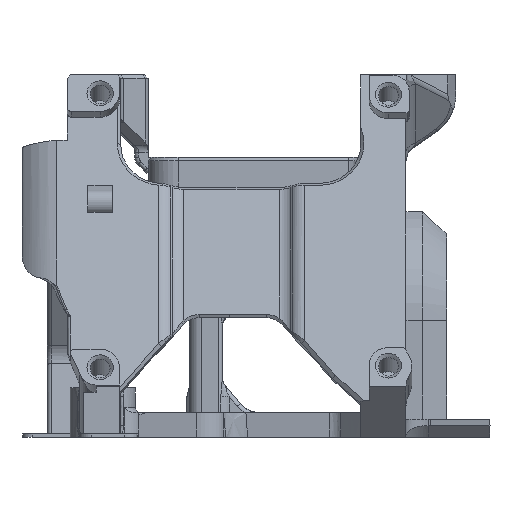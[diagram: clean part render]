
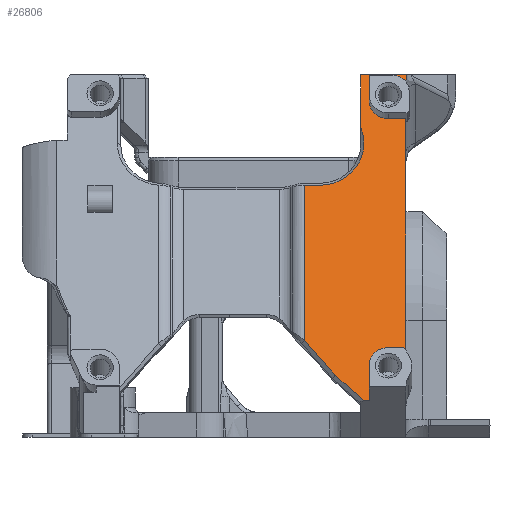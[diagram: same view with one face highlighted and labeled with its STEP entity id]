
A CAD part, left-side view. The second image highlights one B-rep face of the part: STEP entity #26806.
In plain terms, the highlighted planar face has unit normal (-0.94, 0, 0.342).
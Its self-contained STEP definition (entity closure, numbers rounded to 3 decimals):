
#1501=CIRCLE('',#28638,0.5);
#1504=CIRCLE('',#28643,2.35);
#1505=CIRCLE('',#28645,2.);
#1506=CIRCLE('',#28649,2.35);
#1518=CIRCLE('',#28685,2.536);
#1692=CIRCLE('',#29105,5.4);
#3167=B_SPLINE_CURVE_WITH_KNOTS('',3,(#51800,#51801,#51802,#51803),
 .UNSPECIFIED.,.F.,.F.,(4,4),(0.,0.001),
 .UNSPECIFIED.);
#8572=ORIENTED_EDGE('',*,*,#14534,.F.);
#8573=ORIENTED_EDGE('',*,*,#14535,.T.);
#8574=ORIENTED_EDGE('',*,*,#14536,.F.);
#8575=ORIENTED_EDGE('',*,*,#13836,.T.);
#8576=ORIENTED_EDGE('',*,*,#13826,.T.);
#8577=ORIENTED_EDGE('',*,*,#13821,.F.);
#8578=ORIENTED_EDGE('',*,*,#13817,.T.);
#8579=ORIENTED_EDGE('',*,*,#13876,.F.);
#8580=ORIENTED_EDGE('',*,*,#12417,.F.);
#8581=ORIENTED_EDGE('',*,*,#13835,.F.);
#8582=ORIENTED_EDGE('',*,*,#13833,.T.);
#8583=ORIENTED_EDGE('',*,*,#13831,.T.);
#8584=ORIENTED_EDGE('',*,*,#13830,.T.);
#8585=ORIENTED_EDGE('',*,*,#13827,.T.);
#8586=ORIENTED_EDGE('',*,*,#12412,.T.);
#8587=ORIENTED_EDGE('',*,*,#14537,.T.);
#8588=ORIENTED_EDGE('',*,*,#14515,.F.);
#8589=ORIENTED_EDGE('',*,*,#14538,.T.);
#8590=ORIENTED_EDGE('',*,*,#14520,.T.);
#8591=ORIENTED_EDGE('',*,*,#14539,.F.);
#8592=ORIENTED_EDGE('',*,*,#14355,.F.);
#12412=EDGE_CURVE('',#16283,#16282,#18757,.T.);
#12417=EDGE_CURVE('',#16287,#16288,#18761,.T.);
#13817=EDGE_CURVE('',#17244,#17245,#1501,.T.);
#13821=EDGE_CURVE('',#17244,#17248,#19218,.T.);
#13826=EDGE_CURVE('',#17250,#17248,#1504,.T.);
#13827=EDGE_CURVE('',#17252,#16283,#1505,.T.);
#13830=EDGE_CURVE('',#17253,#17252,#19224,.T.);
#13831=EDGE_CURVE('',#17254,#17253,#19225,.T.);
#13833=EDGE_CURVE('',#17255,#17254,#1506,.T.);
#13835=EDGE_CURVE('',#17255,#16287,#19228,.T.);
#13836=EDGE_CURVE('',#17256,#17250,#19229,.T.);
#13876=EDGE_CURVE('',#16288,#17245,#1518,.T.);
#14355=EDGE_CURVE('',#17243,#17554,#19426,.T.);
#14515=EDGE_CURVE('',#17651,#17652,#19513,.T.);
#14520=EDGE_CURVE('',#17657,#17656,#1692,.T.);
#14534=EDGE_CURVE('',#17667,#17243,#19527,.T.);
#14535=EDGE_CURVE('',#17667,#17668,#19528,.T.);
#14536=EDGE_CURVE('',#17256,#17668,#19529,.T.);
#14537=EDGE_CURVE('',#16282,#17652,#3167,.T.);
#14538=EDGE_CURVE('',#17651,#17657,#19530,.T.);
#14539=EDGE_CURVE('',#17554,#17656,#19531,.T.);
#16282=VERTEX_POINT('',#38926);
#16283=VERTEX_POINT('',#38928);
#16287=VERTEX_POINT('',#38941);
#16288=VERTEX_POINT('',#38943);
#17243=VERTEX_POINT('',#48410);
#17244=VERTEX_POINT('',#48428);
#17245=VERTEX_POINT('',#48429);
#17248=VERTEX_POINT('',#48437);
#17250=VERTEX_POINT('',#48443);
#17252=VERTEX_POINT('',#48449);
#17253=VERTEX_POINT('',#48453);
#17254=VERTEX_POINT('',#48457);
#17255=VERTEX_POINT('',#48461);
#17256=VERTEX_POINT('',#48467);
#17554=VERTEX_POINT('',#51111);
#17651=VERTEX_POINT('',#51749);
#17652=VERTEX_POINT('',#51751);
#17656=VERTEX_POINT('',#51763);
#17657=VERTEX_POINT('',#51765);
#17667=VERTEX_POINT('',#51794);
#17668=VERTEX_POINT('',#51798);
#18757=LINE('',#38927,#20449);
#18761=LINE('',#38942,#20453);
#19218=LINE('',#48436,#20910);
#19224=LINE('',#48454,#20916);
#19225=LINE('',#48456,#20917);
#19228=LINE('',#48464,#20920);
#19229=LINE('',#48466,#20921);
#19426=LINE('',#51110,#21118);
#19513=LINE('',#51750,#21205);
#19527=LINE('',#51795,#21219);
#19528=LINE('',#51797,#21220);
#19529=LINE('',#51799,#21221);
#19530=LINE('',#51804,#21222);
#19531=LINE('',#51805,#21223);
#20449=VECTOR('',#31085,1000.);
#20453=VECTOR('',#31089,1000.);
#20910=VECTOR('',#33194,1000.);
#20916=VECTOR('',#33212,1000.);
#20917=VECTOR('',#33215,1000.);
#20920=VECTOR('',#33224,1000.);
#20921=VECTOR('',#33227,1000.);
#21118=VECTOR('',#34136,1000.);
#21205=VECTOR('',#34413,1000.);
#21219=VECTOR('',#34441,1000.);
#21220=VECTOR('',#34444,1000.);
#21221=VECTOR('',#34445,1000.);
#21222=VECTOR('',#34446,1000.);
#21223=VECTOR('',#34447,1000.);
#22958=EDGE_LOOP('',(#8572,#8573,#8574,#8575,#8576,#8577,#8578,#8579,#8580,
#8581,#8582,#8583,#8584,#8585,#8586,#8587,#8588,#8589,#8590,#8591,#8592));
#24665=FACE_BOUND('',#22958,.T.);
#25560=PLANE('',#29110);
#26806=ADVANCED_FACE('',(#24665),#25560,.T.);
#28638=AXIS2_PLACEMENT_3D('',#48427,#33186,#33187);
#28643=AXIS2_PLACEMENT_3D('',#48446,#33202,#33203);
#28645=AXIS2_PLACEMENT_3D('',#48448,#33206,#33207);
#28649=AXIS2_PLACEMENT_3D('',#48460,#33219,#33220);
#28685=AXIS2_PLACEMENT_3D('',#48547,#33317,#33318);
#29105=AXIS2_PLACEMENT_3D('',#51764,#34420,#34421);
#29110=AXIS2_PLACEMENT_3D('',#51796,#34442,#34443);
#31085=DIRECTION('',(0.342,0.,0.94));
#31089=DIRECTION('',(-0.342,0.,-0.94));
#33186=DIRECTION('',(0.94,0.,-0.342));
#33187=DIRECTION('',(0.342,0.,0.94));
#33194=DIRECTION('',(0.,1.,0.));
#33202=DIRECTION('',(0.94,0.,-0.342));
#33203=DIRECTION('',(0.342,0.,0.94));
#33206=DIRECTION('',(0.94,0.,-0.342));
#33207=DIRECTION('',(0.342,0.,0.94));
#33212=DIRECTION('',(0.,-1.,0.));
#33215=DIRECTION('',(0.342,0.,0.94));
#33219=DIRECTION('',(0.94,0.,-0.342));
#33220=DIRECTION('',(0.342,0.,0.94));
#33224=DIRECTION('',(0.,-1.,0.));
#33227=DIRECTION('',(0.342,0.,0.94));
#33317=DIRECTION('',(0.94,0.,-0.342));
#33318=DIRECTION('',(0.342,0.,0.94));
#34136=DIRECTION('',(0.342,0.,0.94));
#34413=DIRECTION('',(0.,-1.,0.));
#34420=DIRECTION('',(0.94,0.,-0.342));
#34421=DIRECTION('',(0.342,0.,0.94));
#34441=DIRECTION('',(0.262,0.643,0.72));
#34442=DIRECTION('',(-0.94,0.,0.342));
#34443=DIRECTION('',(-0.342,0.,-0.94));
#34444=DIRECTION('',(-0.236,-0.725,-0.648));
#34445=DIRECTION('',(0.,1.,0.));
#34446=DIRECTION('',(-0.342,0.,-0.94));
#34447=DIRECTION('',(0.,-1.,0.));
#38926=CARTESIAN_POINT('',(-130.221,6.5,43.264));
#38927=CARTESIAN_POINT('',(-143.233,6.5,7.513));
#38928=CARTESIAN_POINT('',(-130.522,6.5,42.438));
#38941=CARTESIAN_POINT('',(-131.895,6.5,38.664));
#38942=CARTESIAN_POINT('',(-136.618,6.5,25.688));
#38943=CARTESIAN_POINT('',(-142.392,6.5,9.826));
#48410=CARTESIAN_POINT('',(-141.708,18.828,11.704));
#48427=CARTESIAN_POINT('',(-142.43,7.,9.722));
#48428=CARTESIAN_POINT('',(-142.259,7.,10.192));
#48429=CARTESIAN_POINT('',(-142.361,6.543,9.912));
#48436=CARTESIAN_POINT('',(-142.259,6.125,10.192));
#48437=CARTESIAN_POINT('',(-142.259,8.625,10.192));
#48443=CARTESIAN_POINT('',(-143.062,10.975,7.983));
#48446=CARTESIAN_POINT('',(-143.062,8.625,7.983));
#48448=CARTESIAN_POINT('',(-130.921,8.125,41.342));
#48449=CARTESIAN_POINT('',(-130.237,8.125,43.222));
#48453=CARTESIAN_POINT('',(-130.237,10.975,43.222));
#48454=CARTESIAN_POINT('',(-130.237,6.125,43.222));
#48456=CARTESIAN_POINT('',(-123.64,10.975,61.346));
#48457=CARTESIAN_POINT('',(-131.092,10.975,40.873));
#48460=CARTESIAN_POINT('',(-131.092,8.625,40.873));
#48461=CARTESIAN_POINT('',(-131.895,8.625,38.664));
#48464=CARTESIAN_POINT('',(-131.895,6.125,38.664));
#48466=CARTESIAN_POINT('',(-123.64,10.975,61.346));
#48467=CARTESIAN_POINT('',(-144.33,10.975,4.501));
#48547=CARTESIAN_POINT('',(-142.01,4.223,10.875));
#51110=CARTESIAN_POINT('',(-143.25,18.828,7.468));
#51111=CARTESIAN_POINT('',(-134.836,18.828,30.585));
#51749=CARTESIAN_POINT('',(-129.953,12.,44.));
#51750=CARTESIAN_POINT('',(-129.953,4.696,44.));
#51751=CARTESIAN_POINT('',(-129.953,6.466,44.));
#51763=CARTESIAN_POINT('',(-134.836,17.,30.585));
#51764=CARTESIAN_POINT('',(-132.989,17.,35.659));
#51765=CARTESIAN_POINT('',(-132.292,12.,37.576));
#51794=CARTESIAN_POINT('',(-143.22,15.12,7.552));
#51795=CARTESIAN_POINT('',(-140.731,21.225,14.388));
#51796=CARTESIAN_POINT('',(-143.233,43.625,7.513));
#51797=CARTESIAN_POINT('',(-138.358,30.068,20.909));
#51798=CARTESIAN_POINT('',(-144.33,11.706,4.501));
#51799=CARTESIAN_POINT('',(-144.33,43.625,4.501));
#51800=CARTESIAN_POINT('',(-130.221,6.5,43.264));
#51801=CARTESIAN_POINT('',(-130.132,6.5,43.51));
#51802=CARTESIAN_POINT('',(-130.043,6.482,43.755));
#51803=CARTESIAN_POINT('',(-129.953,6.466,44.));
#51804=CARTESIAN_POINT('',(-143.233,12.,7.513));
#51805=CARTESIAN_POINT('',(-134.836,27.711,30.585));
